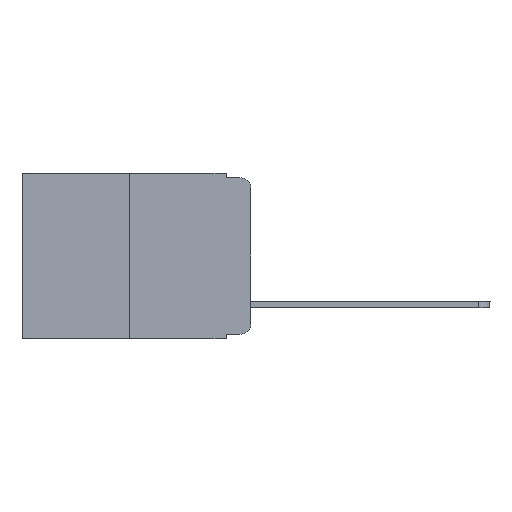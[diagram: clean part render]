
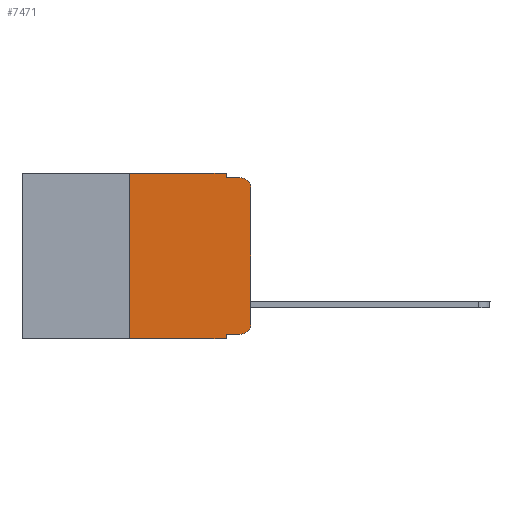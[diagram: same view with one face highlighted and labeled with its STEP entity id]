
A CAD part, left-side view. The second image highlights one B-rep face of the part: STEP entity #7471.
In plain terms, the highlighted planar face has unit normal (-1, 0, 0).
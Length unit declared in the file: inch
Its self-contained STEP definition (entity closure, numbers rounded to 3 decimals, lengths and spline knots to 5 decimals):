
#151 = VECTOR ( 'NONE', #11390, 39.37008 ) ;
#167 = VECTOR ( 'NONE', #4564, 39.37008 ) ;
#188 = CARTESIAN_POINT ( 'NONE',  ( 0., 0.02, -0.313 ) ) ;
#274 = ORIENTED_EDGE ( 'NONE', *, *, #2016, .F. ) ;
#346 = DIRECTION ( 'NONE',  ( 0., 0., -1. ) ) ;
#459 = VERTEX_POINT ( 'NONE', #6621 ) ;
#469 = VERTEX_POINT ( 'NONE', #1685 ) ;
#590 = ORIENTED_EDGE ( 'NONE', *, *, #8219, .T. ) ;
#900 = EDGE_CURVE ( 'NONE', #13703, #7289, #6957, .T. ) ;
#936 = ORIENTED_EDGE ( 'NONE', *, *, #5328, .T. ) ;
#1018 = CIRCLE ( 'NONE', #7736, 0.02 ) ;
#1273 = EDGE_CURVE ( 'NONE', #7690, #5607, #8928, .T. ) ;
#1514 = CARTESIAN_POINT ( 'NONE',  ( 0., 0.051, -0.01 ) ) ;
#1534 = VECTOR ( 'NONE', #13362, 39.37008 ) ;
#1685 = CARTESIAN_POINT ( 'NONE',  ( 0., 0.02, -0.01 ) ) ;
#2016 = EDGE_CURVE ( 'NONE', #5607, #13703, #13627, .T. ) ;
#2098 = ORIENTED_EDGE ( 'NONE', *, *, #13321, .F. ) ;
#2175 = ORIENTED_EDGE ( 'NONE', *, *, #1273, .F. ) ;
#2387 = VERTEX_POINT ( 'NONE', #10707 ) ;
#2408 = ORIENTED_EDGE ( 'NONE', *, *, #4084, .T. ) ;
#2495 = DIRECTION ( 'NONE',  ( -1., 0., 0. ) ) ;
#2508 = ORIENTED_EDGE ( 'NONE', *, *, #6100, .T. ) ;
#2531 = CARTESIAN_POINT ( 'NONE',  ( 0., 0.051, -0.343 ) ) ;
#2744 = DIRECTION ( 'NONE',  ( 0., 0., 1. ) ) ;
#2785 = AXIS2_PLACEMENT_3D ( 'NONE', #12730, #7226, #12801 ) ;
#3251 = CARTESIAN_POINT ( 'NONE',  ( 0., 0.25, 0. ) ) ;
#3320 = CARTESIAN_POINT ( 'NONE',  ( 0., 0.473, -0.343 ) ) ;
#3386 = CARTESIAN_POINT ( 'NONE',  ( 0., 0.051, -0.333 ) ) ;
#3457 = CARTESIAN_POINT ( 'NONE',  ( 0., 0.051, -0.01 ) ) ;
#3649 = DIRECTION ( 'NONE',  ( 0., -1., 0. ) ) ;
#3760 = VECTOR ( 'NONE', #3649, 39.37008 ) ;
#3913 = ORIENTED_EDGE ( 'NONE', *, *, #900, .F. ) ;
#3952 = VERTEX_POINT ( 'NONE', #3386 ) ;
#3961 = ORIENTED_EDGE ( 'NONE', *, *, #11907, .T. ) ;
#4084 = EDGE_CURVE ( 'NONE', #459, #10096, #11881, .T. ) ;
#4440 = EDGE_CURVE ( 'NONE', #3952, #14242, #12639, .T. ) ;
#4564 = DIRECTION ( 'NONE',  ( 0., -1., 0. ) ) ;
#4626 = CARTESIAN_POINT ( 'NONE',  ( 0., 0.051, 0. ) ) ;
#4692 = CARTESIAN_POINT ( 'NONE',  ( 0., 0., -0.03 ) ) ;
#5144 = CARTESIAN_POINT ( 'NONE',  ( 0., 0.051, 0. ) ) ;
#5328 = EDGE_CURVE ( 'NONE', #3952, #2387, #11876, .T. ) ;
#5607 = VERTEX_POINT ( 'NONE', #7744 ) ;
#6100 = EDGE_CURVE ( 'NONE', #2387, #459, #1018, .T. ) ;
#6121 = VECTOR ( 'NONE', #8465, 39.37008 ) ;
#6621 = CARTESIAN_POINT ( 'NONE',  ( 0., 0., -0.313 ) ) ;
#6942 = CARTESIAN_POINT ( 'NONE',  ( 0., 0.051, 0. ) ) ;
#6957 = LINE ( 'NONE', #4626, #151 ) ;
#7014 = PLANE ( 'NONE',  #7556 ) ;
#7226 = DIRECTION ( 'NONE',  ( -1., 0., 0. ) ) ;
#7232 = FACE_OUTER_BOUND ( 'NONE', #9707, .T. ) ;
#7289 = VERTEX_POINT ( 'NONE', #3457 ) ;
#7471 = ADVANCED_FACE ( 'NONE', ( #7232 ), #7014, .F. ) ;
#7556 = AXIS2_PLACEMENT_3D ( 'NONE', #8245, #11661, #346 ) ;
#7690 = VERTEX_POINT ( 'NONE', #10018 ) ;
#7736 = AXIS2_PLACEMENT_3D ( 'NONE', #188, #2495, #10032 ) ;
#7744 = CARTESIAN_POINT ( 'NONE',  ( 0., 0.25, 0. ) ) ;
#8015 = CARTESIAN_POINT ( 'NONE',  ( 0., 0.473, 0. ) ) ;
#8219 = EDGE_CURVE ( 'NONE', #7690, #14242, #12196, .T. ) ;
#8245 = CARTESIAN_POINT ( 'NONE',  ( 0., 0.473, 0. ) ) ;
#8465 = DIRECTION ( 'NONE',  ( 0., -1., 0. ) ) ;
#8928 = LINE ( 'NONE', #3251, #1534 ) ;
#8949 = VECTOR ( 'NONE', #10386, 39.37008 ) ;
#9057 = CIRCLE ( 'NONE', #2785, 0.02 ) ;
#9210 = DIRECTION ( 'NONE',  ( 0., -1., 0. ) ) ;
#9707 = EDGE_LOOP ( 'NONE', ( #2408, #3961, #2098, #3913, #274, #2175, #590, #12929, #936, #2508 ) ) ;
#10018 = CARTESIAN_POINT ( 'NONE',  ( 0., 0.25, -0.343 ) ) ;
#10032 = DIRECTION ( 'NONE',  ( 0., 0., -1. ) ) ;
#10096 = VERTEX_POINT ( 'NONE', #4692 ) ;
#10386 = DIRECTION ( 'NONE',  ( 0., 0., -1. ) ) ;
#10413 = VECTOR ( 'NONE', #9210, 39.37008 ) ;
#10546 = CARTESIAN_POINT ( 'NONE',  ( 0., 0.051, -0.333 ) ) ;
#10707 = CARTESIAN_POINT ( 'NONE',  ( 0., 0.02, -0.333 ) ) ;
#11258 = VECTOR ( 'NONE', #2744, 39.37008 ) ;
#11390 = DIRECTION ( 'NONE',  ( 0., 0., -1. ) ) ;
#11661 = DIRECTION ( 'NONE',  ( 1., 0., 0. ) ) ;
#11876 = LINE ( 'NONE', #10546, #6121 ) ;
#11881 = LINE ( 'NONE', #12670, #11258 ) ;
#11907 = EDGE_CURVE ( 'NONE', #10096, #469, #9057, .T. ) ;
#12196 = LINE ( 'NONE', #3320, #167 ) ;
#12534 = LINE ( 'NONE', #1514, #10413 ) ;
#12639 = LINE ( 'NONE', #5144, #8949 ) ;
#12670 = CARTESIAN_POINT ( 'NONE',  ( 0., 0., 0. ) ) ;
#12730 = CARTESIAN_POINT ( 'NONE',  ( 0., 0.02, -0.03 ) ) ;
#12801 = DIRECTION ( 'NONE',  ( 0., 0., -1. ) ) ;
#12929 = ORIENTED_EDGE ( 'NONE', *, *, #4440, .F. ) ;
#13321 = EDGE_CURVE ( 'NONE', #7289, #469, #12534, .T. ) ;
#13362 = DIRECTION ( 'NONE',  ( 0., 0., 1. ) ) ;
#13627 = LINE ( 'NONE', #8015, #3760 ) ;
#13703 = VERTEX_POINT ( 'NONE', #6942 ) ;
#14242 = VERTEX_POINT ( 'NONE', #2531 ) ;
